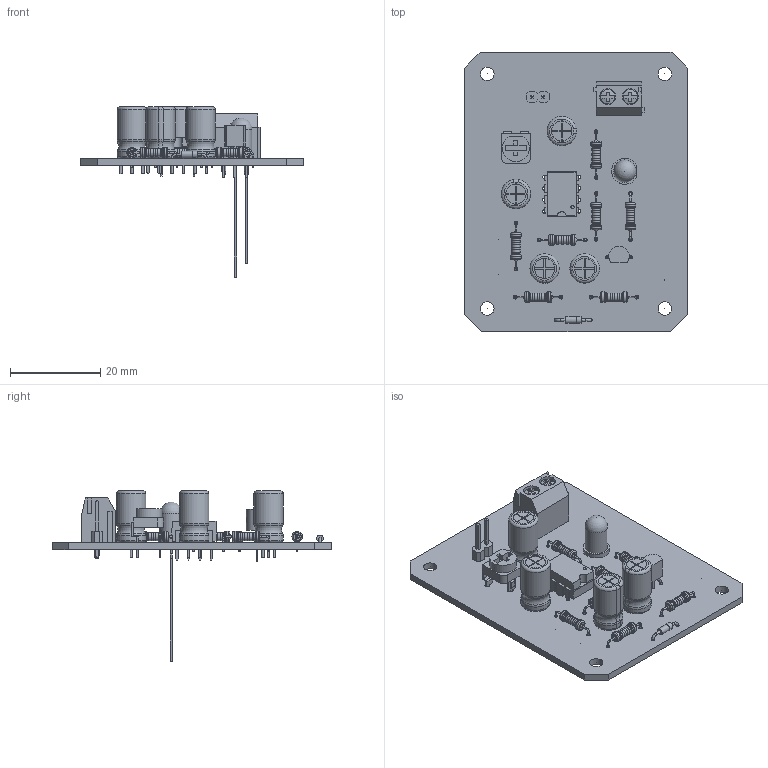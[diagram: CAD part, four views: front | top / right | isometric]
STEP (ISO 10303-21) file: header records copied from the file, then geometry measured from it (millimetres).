
FILE_DESCRIPTION(/* description */ (''),/* implementation_level */ '2;1');
FILE_NAME(/* name */ 'Audio Peak Indicator v2.step',/* time_stamp */ '2019-04-29T00:46:20+01:00',/* author */ ('Adam Short'),/* organization */ (''),/* preprocessor_version */ 'ST-DEVELOPER v18',/* originating_system */ 'Autodesk Translation Framework v8.2.0.1029',/* authorisation */ '');
FILE_SCHEMA (('AUTOMOTIVE_DESIGN { 1 0 10303 214 3 1 1 }'));
Length unit declared in the file: millimetre
Products named in the file (21): Audio Peak Indicator; PCB Component; Board; +9V; 10K; 10uF/50V; 1K; IC-LM741LMP; 100K; Red; Anoda+Katoda; Kučište; 2N2222; 1N4148; 1N4148 (1); 10K_1; TSUKURELOGO; TSUKUREQR; TSUKURECOPYRIGHT; 3.0D; 1X02
Assembly tree (30 placements, depth 4):
  Audio Peak Indicator
    PCB Component
      Board
      +9V
      10K
      10uF/50V  x4
      1K  x3
      IC-LM741LMP
      100K
      Red
        Anoda+Katoda
        Kučište
      2N2222
      1N4148
        1N4148 (1)
      10K_1  x3
      TSUKURELOGO
      TSUKUREQR
      TSUKURECOPYRIGHT
      3.0D  x4
      1X02
Bounding box: 49.51 x 61.9 x 37.76 mm (x, y, z)
Volume: 7618.6 mm3; surface area: 11152.1 mm2
Topology: 93 solids, 93 shells, 1113 faces, 2723 edges, 1840 vertices
Faces by surface type: plane 646, cylinder 309, torus 124, bspline 24, sphere 7, cone 3
Full cylindrical faces by diameter (mm): 0.001 x7, 0.35 x42, 0.5 x8, 0.762 x1, 0.813 x37, 1 x5, 1.016 x2, 1.27 x1, 1.321 x2, 1.447 x1, 1.456 x1, 1.8 x42, 1.82 x21, 2 x4, 2.1 x2, 2.3 x14, 2.32 x14, 3 x6, 3.2 x2, 3.5 x2, 4.5 x8, 5 x1
Entity records: 27196 total; most frequent: CARTESIAN_POINT 6465, DIRECTION 4119, ORIENTED_EDGE 3890, EDGE_CURVE 1945, AXIS2_PLACEMENT_3D 1422, VERTEX_POINT 1298, LINE 1275, VECTOR 1275
